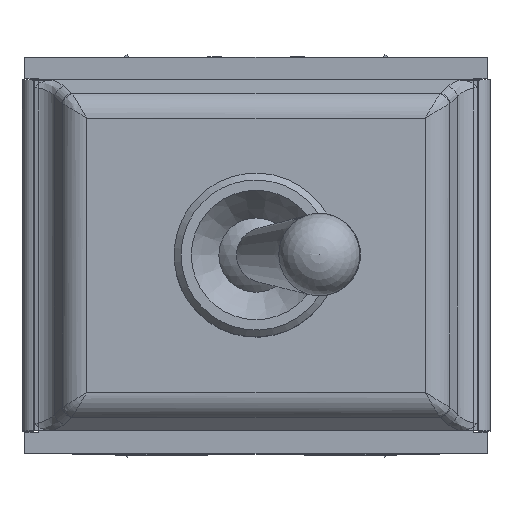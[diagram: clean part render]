
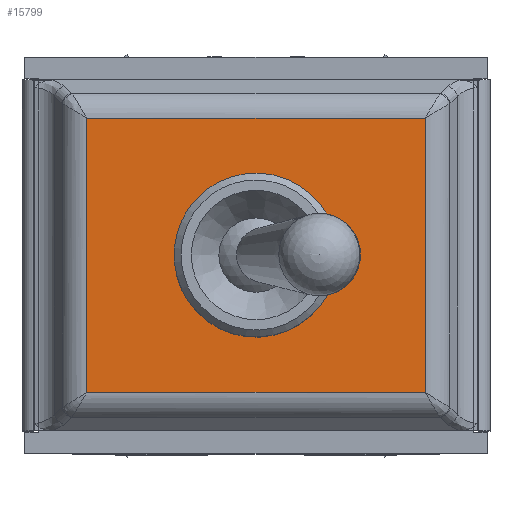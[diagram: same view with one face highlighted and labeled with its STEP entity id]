
A CAD part, top view. The second image highlights one B-rep face of the part: STEP entity #15799.
In plain terms, the highlighted planar face has unit normal (0, 0, 1).
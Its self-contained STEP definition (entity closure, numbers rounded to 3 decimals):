
#266=FACE_BOUND('',#2446,.T.);
#741=PLANE('',#17475);
#1545=FACE_OUTER_BOUND('',#2445,.T.);
#2445=EDGE_LOOP('',(#14503,#14504,#14505,#14506));
#2446=EDGE_LOOP('',(#14507,#14508,#14509,#14510));
#3281=CIRCLE('',#17024,5.953);
#4365=LINE('',#26972,#5666);
#4369=LINE('',#26982,#5670);
#4370=LINE('',#26989,#5671);
#4728=LINE('',#28034,#6029);
#4764=LINE('',#28146,#6065);
#4791=LINE('',#28441,#6092);
#4796=LINE('',#28540,#6097);
#5666=VECTOR('',#20696,10.);
#5670=VECTOR('',#20702,10.);
#5671=VECTOR('',#20705,10.);
#6029=VECTOR('',#21767,10.);
#6065=VECTOR('',#21857,10.);
#6092=VECTOR('',#21956,10.);
#6097=VECTOR('',#21981,10.);
#7223=VERTEX_POINT('',#26970);
#7224=VERTEX_POINT('',#26971);
#7226=VERTEX_POINT('',#26980);
#7228=VERTEX_POINT('',#26988);
#7526=VERTEX_POINT('',#28024);
#7527=VERTEX_POINT('',#28033);
#7558=VERTEX_POINT('',#28135);
#7560=VERTEX_POINT('',#28145);
#9279=EDGE_CURVE('',#7223,#7224,#4365,.T.);
#9284=EDGE_CURVE('',#7224,#7226,#4369,.T.);
#9286=EDGE_CURVE('',#7228,#7223,#4370,.T.);
#9289=EDGE_CURVE('',#7226,#7228,#3281,.T.);
#9787=EDGE_CURVE('',#7526,#7527,#4728,.T.);
#9840=EDGE_CURVE('',#7560,#7558,#4764,.T.);
#9890=EDGE_CURVE('',#7527,#7558,#4791,.T.);
#9902=EDGE_CURVE('',#7526,#7560,#4796,.T.);
#14503=ORIENTED_EDGE('',*,*,#9890,.F.);
#14504=ORIENTED_EDGE('',*,*,#9787,.F.);
#14505=ORIENTED_EDGE('',*,*,#9902,.T.);
#14506=ORIENTED_EDGE('',*,*,#9840,.T.);
#14507=ORIENTED_EDGE('',*,*,#9289,.T.);
#14508=ORIENTED_EDGE('',*,*,#9286,.T.);
#14509=ORIENTED_EDGE('',*,*,#9279,.T.);
#14510=ORIENTED_EDGE('',*,*,#9284,.T.);
#15799=ADVANCED_FACE('',(#1545,#266),#741,.T.);
#17024=AXIS2_PLACEMENT_3D('',#26993,#20711,#20712);
#17475=AXIS2_PLACEMENT_3D('',#28677,#22055,#22056);
#20696=DIRECTION('',(0.,-1.,0.));
#20702=DIRECTION('',(1.,0.,0.));
#20705=DIRECTION('',(-1.,0.,0.));
#20711=DIRECTION('center_axis',(0.,0.,
-1.));
#20712=DIRECTION('ref_axis',(-1.,0.,0.));
#21767=DIRECTION('',(0.,-1.,0.));
#21857=DIRECTION('',(0.,-1.,0.));
#21956=DIRECTION('',(-1.,0.,0.));
#21981=DIRECTION('',(-1.,0.,0.));
#22055=DIRECTION('center_axis',(0.,0.,
1.));
#22056=DIRECTION('ref_axis',(-1.,0.,0.));
#26970=CARTESIAN_POINT('',(4.847,0.9,23.3));
#26971=CARTESIAN_POINT('',(4.847,-0.9,23.3));
#26972=CARTESIAN_POINT('',(4.847,0.45,23.3));
#26980=CARTESIAN_POINT('',(5.885,-0.9,23.3));
#26982=CARTESIAN_POINT('',(2.423,-0.9,23.3));
#26988=CARTESIAN_POINT('',(5.885,0.9,23.3));
#26989=CARTESIAN_POINT('',(2.942,0.9,23.3));
#26993=CARTESIAN_POINT('Origin',(0.,0.,
23.3));
#28024=CARTESIAN_POINT('',(12.281,9.962,23.3));
#28033=CARTESIAN_POINT('',(12.281,-9.962,23.3));
#28034=CARTESIAN_POINT('',(12.281,0.,23.3));
#28135=CARTESIAN_POINT('',(-12.281,-9.962,23.3));
#28145=CARTESIAN_POINT('',(-12.281,9.962,23.3));
#28146=CARTESIAN_POINT('',(-12.281,0.,23.3));
#28441=CARTESIAN_POINT('',(0.,-9.962,23.3));
#28540=CARTESIAN_POINT('',(0.,9.962,23.3));
#28677=CARTESIAN_POINT('Origin',(12.281,0.,
23.3));
